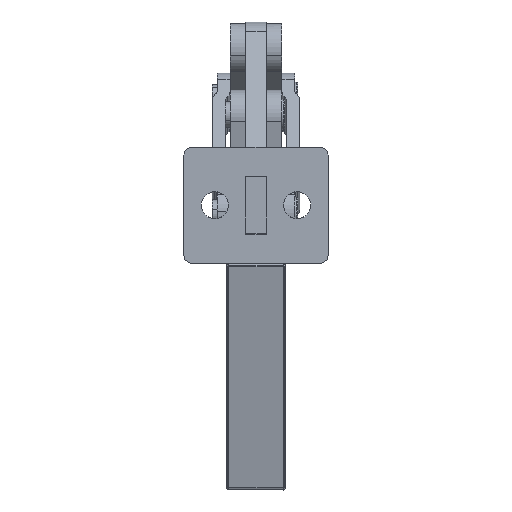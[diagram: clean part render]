
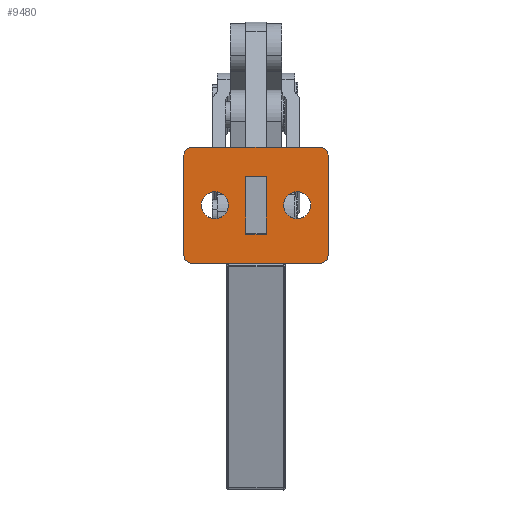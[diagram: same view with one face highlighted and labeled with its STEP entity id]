
A CAD part, front view. The second image highlights one B-rep face of the part: STEP entity #9480.
In plain terms, the highlighted planar face has unit normal (0, -1, -0.003).
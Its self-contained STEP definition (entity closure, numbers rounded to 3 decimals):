
#51=CARTESIAN_POINT('',(12.596,23.843,10.456));
#52=VERTEX_POINT('',#51);
#68=CARTESIAN_POINT('',(2.096,23.843,10.456));
#69=VERTEX_POINT('',#68);
#76=CARTESIAN_POINT('',(7.346,23.843,10.456));
#77=DIRECTION('',(0.0,1.,0.002));
#78=DIRECTION('',(1.0,0.0,0.0));
#79=AXIS2_PLACEMENT_3D('',#76,#77,#78);
#80=CIRCLE('',#79,5.25);
#81=EDGE_CURVE('',#52,#69,#80,.T.);
#93=CARTESIAN_POINT('',(-19.404,23.843,10.456));
#94=VERTEX_POINT('',#93);
#110=CARTESIAN_POINT('',(-29.904,23.843,10.456));
#111=VERTEX_POINT('',#110);
#118=CARTESIAN_POINT('',(-24.654,23.843,10.456));
#119=DIRECTION('',(0.0,1.,0.002));
#120=DIRECTION('',(1.0,0.0,0.0));
#121=AXIS2_PLACEMENT_3D('',#118,#119,#120);
#122=CIRCLE('',#121,5.25);
#123=EDGE_CURVE('',#94,#111,#122,.T.);
#133=CARTESIAN_POINT('',(18.467,23.789,32.077));
#134=VERTEX_POINT('',#133);
#143=CARTESIAN_POINT('',(19.346,23.794,29.956));
#144=VERTEX_POINT('',#143);
#145=CARTESIAN_POINT('',(16.346,23.794,29.956));
#146=DIRECTION('',(0.,1.,0.002));
#147=DIRECTION('',(0.707,-0.002,0.707));
#148=AXIS2_PLACEMENT_3D('',#145,#146,#147);
#149=CIRCLE('',#148,3.);
#150=EDGE_CURVE('',#134,#144,#149,.T.);
#175=CARTESIAN_POINT('',(-35.776,23.789,32.077));
#176=VERTEX_POINT('',#175);
#185=CARTESIAN_POINT('',(-33.654,23.787,32.956));
#186=VERTEX_POINT('',#185);
#187=CARTESIAN_POINT('',(-33.654,23.794,29.956));
#188=DIRECTION('',(0.,1.,0.002));
#189=DIRECTION('',(-0.707,-0.002,0.707));
#190=AXIS2_PLACEMENT_3D('',#187,#188,#189);
#191=CIRCLE('',#190,3.);
#192=EDGE_CURVE('',#176,#186,#191,.T.);
#217=CARTESIAN_POINT('',(-35.776,23.897,-11.165));
#218=VERTEX_POINT('',#217);
#227=CARTESIAN_POINT('',(-36.654,23.891,-9.044));
#228=VERTEX_POINT('',#227);
#229=CARTESIAN_POINT('',(-33.654,23.891,-9.044));
#230=DIRECTION('',(0.,1.,0.002));
#231=DIRECTION('',(-0.707,0.002,-0.707));
#232=AXIS2_PLACEMENT_3D('',#229,#230,#231);
#233=CIRCLE('',#232,3.);
#234=EDGE_CURVE('',#218,#228,#233,.T.);
#259=CARTESIAN_POINT('',(18.467,23.897,-11.165));
#260=VERTEX_POINT('',#259);
#269=CARTESIAN_POINT('',(16.346,23.899,-12.044));
#270=VERTEX_POINT('',#269);
#271=CARTESIAN_POINT('',(16.346,23.891,-9.044));
#272=DIRECTION('',(0.,1.,0.002));
#273=DIRECTION('',(0.707,0.002,-0.707));
#274=AXIS2_PLACEMENT_3D('',#271,#272,#273);
#275=CIRCLE('',#274,3.);
#276=EDGE_CURVE('',#260,#270,#275,.T.);
#9201=CARTESIAN_POINT('',(-4.604,23.815,21.706));
#9202=VERTEX_POINT('',#9201);
#9203=CARTESIAN_POINT('',(-4.604,23.871,-0.794));
#9204=VERTEX_POINT('',#9203);
#9205=CARTESIAN_POINT('',(-4.604,23.815,21.706));
#9206=DIRECTION('',(0.0,0.002,-1.));
#9207=VECTOR('',#9206,22.5);
#9208=LINE('',#9205,#9207);
#9209=EDGE_CURVE('',#9202,#9204,#9208,.T.);
#9241=CARTESIAN_POINT('',(-12.704,23.871,-0.794));
#9242=VERTEX_POINT('',#9241);
#9243=CARTESIAN_POINT('',(-4.604,23.871,-0.794));
#9244=DIRECTION('',(-1.0,0.0,0.0));
#9245=VECTOR('',#9244,8.1);
#9246=LINE('',#9243,#9245);
#9247=EDGE_CURVE('',#9204,#9242,#9246,.T.);
#9279=CARTESIAN_POINT('',(-12.704,23.815,21.706));
#9280=VERTEX_POINT('',#9279);
#9281=CARTESIAN_POINT('',(-12.704,23.871,-0.794));
#9282=DIRECTION('',(0.,-0.002,1.));
#9283=VECTOR('',#9282,22.5);
#9284=LINE('',#9281,#9283);
#9285=EDGE_CURVE('',#9242,#9280,#9284,.T.);
#9310=CARTESIAN_POINT('',(-12.704,23.815,21.706));
#9311=DIRECTION('',(1.0,0.0,0.0));
#9312=VECTOR('',#9311,8.1);
#9313=LINE('',#9310,#9312);
#9314=EDGE_CURVE('',#9280,#9202,#9313,.T.);
#9349=CARTESIAN_POINT('',(19.346,23.891,-9.044));
#9350=VERTEX_POINT('',#9349);
#9357=CARTESIAN_POINT('',(16.346,23.891,-9.044));
#9358=DIRECTION('',(0.,1.,0.002));
#9359=DIRECTION('',(0.707,0.002,-0.707));
#9360=AXIS2_PLACEMENT_3D('',#9357,#9358,#9359);
#9361=CIRCLE('',#9360,3.);
#9362=EDGE_CURVE('',#9350,#260,#9361,.T.);
#9373=CARTESIAN_POINT('',(-33.654,23.899,-12.044));
#9374=VERTEX_POINT('',#9373);
#9375=CARTESIAN_POINT('',(16.346,23.899,-12.044));
#9376=DIRECTION('',(-1.0,0.0,0.0));
#9377=VECTOR('',#9376,50.);
#9378=LINE('',#9375,#9377);
#9379=EDGE_CURVE('',#270,#9374,#9378,.T.);
#9398=CARTESIAN_POINT('',(-8.654,23.843,10.456));
#9399=DIRECTION('',(0.,1.,0.002));
#9400=DIRECTION('',(-1.0,0.0,0.0));
#9401=AXIS2_PLACEMENT_3D('',#9398,#9399,#9400);
#9402=PLANE('',#9401);
#9403=ORIENTED_EDGE('',*,*,#9362,.F.);
#9404=CARTESIAN_POINT('',(19.346,23.794,29.956));
#9405=DIRECTION('',(0.,0.002,-1.));
#9406=VECTOR('',#9405,39.0);
#9407=LINE('',#9404,#9406);
#9408=EDGE_CURVE('',#144,#9350,#9407,.T.);
#9409=ORIENTED_EDGE('',*,*,#9408,.F.);
#9410=ORIENTED_EDGE('',*,*,#150,.F.);
#9411=CARTESIAN_POINT('',(16.346,23.787,32.956));
#9412=VERTEX_POINT('',#9411);
#9413=CARTESIAN_POINT('',(16.346,23.794,29.956));
#9414=DIRECTION('',(0.,1.,0.002));
#9415=DIRECTION('',(0.707,-0.002,0.707));
#9416=AXIS2_PLACEMENT_3D('',#9413,#9414,#9415);
#9417=CIRCLE('',#9416,3.);
#9418=EDGE_CURVE('',#9412,#134,#9417,.T.);
#9419=ORIENTED_EDGE('',*,*,#9418,.F.);
#9420=CARTESIAN_POINT('',(-33.654,23.787,32.956));
#9421=DIRECTION('',(1.0,0.0,0.0));
#9422=VECTOR('',#9421,50.0);
#9423=LINE('',#9420,#9422);
#9424=EDGE_CURVE('',#186,#9412,#9423,.T.);
#9425=ORIENTED_EDGE('',*,*,#9424,.F.);
#9426=ORIENTED_EDGE('',*,*,#192,.F.);
#9427=CARTESIAN_POINT('',(-36.654,23.794,29.956));
#9428=VERTEX_POINT('',#9427);
#9429=CARTESIAN_POINT('',(-33.654,23.794,29.956));
#9430=DIRECTION('',(0.,1.,0.002));
#9431=DIRECTION('',(-0.707,-0.002,0.707));
#9432=AXIS2_PLACEMENT_3D('',#9429,#9430,#9431);
#9433=CIRCLE('',#9432,3.);
#9434=EDGE_CURVE('',#9428,#176,#9433,.T.);
#9435=ORIENTED_EDGE('',*,*,#9434,.F.);
#9436=CARTESIAN_POINT('',(-36.654,23.891,-9.044));
#9437=DIRECTION('',(0.,-0.002,1.));
#9438=VECTOR('',#9437,39.);
#9439=LINE('',#9436,#9438);
#9440=EDGE_CURVE('',#228,#9428,#9439,.T.);
#9441=ORIENTED_EDGE('',*,*,#9440,.F.);
#9442=ORIENTED_EDGE('',*,*,#234,.F.);
#9443=CARTESIAN_POINT('',(-33.654,23.891,-9.044));
#9444=DIRECTION('',(0.,1.,0.002));
#9445=DIRECTION('',(-0.707,0.002,-0.707));
#9446=AXIS2_PLACEMENT_3D('',#9443,#9444,#9445);
#9447=CIRCLE('',#9446,3.);
#9448=EDGE_CURVE('',#9374,#218,#9447,.T.);
#9449=ORIENTED_EDGE('',*,*,#9448,.F.);
#9450=ORIENTED_EDGE('',*,*,#9379,.F.);
#9451=ORIENTED_EDGE('',*,*,#276,.F.);
#9452=EDGE_LOOP('',(#9403,#9409,#9410,#9419,#9425,#9426,#9435,#9441,#9442,#9449,#9450,#9451));
#9453=FACE_OUTER_BOUND('',#9452,.T.);
#9454=ORIENTED_EDGE('',*,*,#9209,.T.);
#9455=ORIENTED_EDGE('',*,*,#9247,.T.);
#9456=ORIENTED_EDGE('',*,*,#9285,.T.);
#9457=ORIENTED_EDGE('',*,*,#9314,.T.);
#9458=EDGE_LOOP('',(#9454,#9455,#9456,#9457));
#9459=FACE_BOUND('',#9458,.T.);
#9460=CARTESIAN_POINT('',(-24.654,23.843,10.456));
#9461=DIRECTION('',(0.0,1.,0.002));
#9462=DIRECTION('',(1.0,0.0,0.0));
#9463=AXIS2_PLACEMENT_3D('',#9460,#9461,#9462);
#9464=CIRCLE('',#9463,5.25);
#9465=EDGE_CURVE('',#111,#94,#9464,.T.);
#9466=ORIENTED_EDGE('',*,*,#9465,.T.);
#9467=ORIENTED_EDGE('',*,*,#123,.T.);
#9468=EDGE_LOOP('',(#9466,#9467));
#9469=FACE_BOUND('',#9468,.T.);
#9470=CARTESIAN_POINT('',(7.346,23.843,10.456));
#9471=DIRECTION('',(0.0,1.,0.002));
#9472=DIRECTION('',(1.0,0.0,0.0));
#9473=AXIS2_PLACEMENT_3D('',#9470,#9471,#9472);
#9474=CIRCLE('',#9473,5.25);
#9475=EDGE_CURVE('',#69,#52,#9474,.T.);
#9476=ORIENTED_EDGE('',*,*,#9475,.T.);
#9477=ORIENTED_EDGE('',*,*,#81,.T.);
#9478=EDGE_LOOP('',(#9476,#9477));
#9479=FACE_BOUND('',#9478,.T.);
#9480=ADVANCED_FACE('',(#9453,#9459,#9469,#9479),#9402,.F.);
